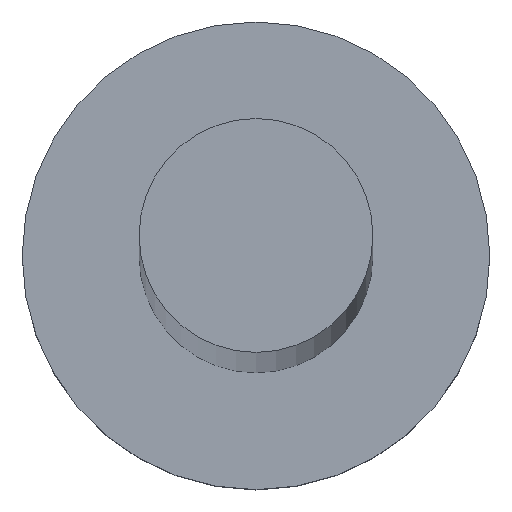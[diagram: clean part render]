
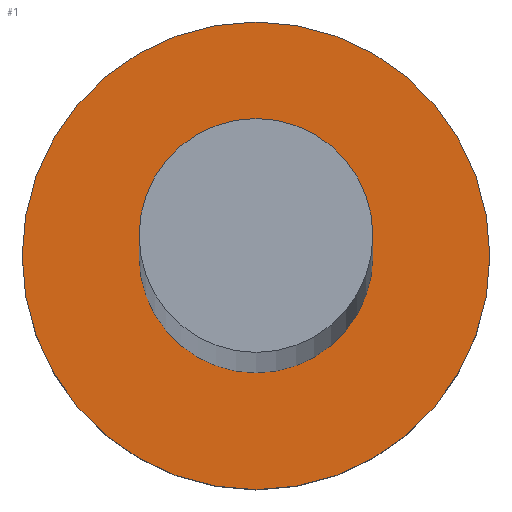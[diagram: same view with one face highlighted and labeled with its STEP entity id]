
A CAD part, top view. The second image highlights one B-rep face of the part: STEP entity #1.
In plain terms, the highlighted planar face has unit normal (0, 0, 1).
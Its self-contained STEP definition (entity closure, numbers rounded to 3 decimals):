
#1 = ADVANCED_FACE ( 'NONE', ( #69, #229 ), #49, .T. ) ;
#3 = AXIS2_PLACEMENT_3D ( 'NONE', #130, #68, #48 ) ;
#4 = DIRECTION ( 'NONE',  ( 0., 0., 1. ) ) ;
#5 = ORIENTED_EDGE ( 'NONE', *, *, #230, .F. ) ;
#9 = CIRCLE ( 'NONE', #125, 4. ) ;
#20 = CIRCLE ( 'NONE', #212, 2. ) ;
#22 = VERTEX_POINT ( 'NONE', #111 ) ;
#25 = EDGE_CURVE ( 'NONE', #22, #162, #75, .T. ) ;
#35 = CARTESIAN_POINT ( 'NONE',  ( 0., 0., 3. ) ) ;
#43 = EDGE_LOOP ( 'NONE', ( #5, #240 ) ) ;
#48 = DIRECTION ( 'NONE',  ( 1., 0., 0. ) ) ;
#49 = PLANE ( 'NONE',  #3 ) ;
#54 = AXIS2_PLACEMENT_3D ( 'NONE', #91, #254, #155 ) ;
#68 = DIRECTION ( 'NONE',  ( 0., 0., 1. ) ) ;
#69 = FACE_BOUND ( 'NONE', #43, .T. ) ;
#75 = CIRCLE ( 'NONE', #54, 2. ) ;
#88 = DIRECTION ( 'NONE',  ( 1., 0., 0. ) ) ;
#91 = CARTESIAN_POINT ( 'NONE',  ( 0., 0., 3. ) ) ;
#96 = CARTESIAN_POINT ( 'NONE',  ( 0., 0., 3. ) ) ;
#99 = EDGE_CURVE ( 'NONE', #179, #100, #9, .T. ) ;
#100 = VERTEX_POINT ( 'NONE', #195 ) ;
#101 = ORIENTED_EDGE ( 'NONE', *, *, #99, .T. ) ;
#110 = ORIENTED_EDGE ( 'NONE', *, *, #142, .T. ) ;
#111 = CARTESIAN_POINT ( 'NONE',  ( 2., 0., 3. ) ) ;
#120 = EDGE_LOOP ( 'NONE', ( #101, #110 ) ) ;
#125 = AXIS2_PLACEMENT_3D ( 'NONE', #35, #172, #134 ) ;
#130 = CARTESIAN_POINT ( 'NONE',  ( 0., 0., 3. ) ) ;
#134 = DIRECTION ( 'NONE',  ( 1., 0., 0. ) ) ;
#141 = DIRECTION ( 'NONE',  ( 1., 0., 0. ) ) ;
#142 = EDGE_CURVE ( 'NONE', #100, #179, #146, .T. ) ;
#146 = CIRCLE ( 'NONE', #251, 4. ) ;
#155 = DIRECTION ( 'NONE',  ( 1., 0., 0. ) ) ;
#162 = VERTEX_POINT ( 'NONE', #201 ) ;
#163 = CARTESIAN_POINT ( 'NONE',  ( -4., 0., 3. ) ) ;
#169 = DIRECTION ( 'NONE',  ( 0., 0., 1. ) ) ;
#172 = DIRECTION ( 'NONE',  ( 0., 0., 1. ) ) ;
#174 = CARTESIAN_POINT ( 'NONE',  ( 0., 0., 3. ) ) ;
#179 = VERTEX_POINT ( 'NONE', #163 ) ;
#195 = CARTESIAN_POINT ( 'NONE',  ( 4., 0., 3. ) ) ;
#201 = CARTESIAN_POINT ( 'NONE',  ( -2., 0., 3. ) ) ;
#212 = AXIS2_PLACEMENT_3D ( 'NONE', #96, #4, #141 ) ;
#229 = FACE_OUTER_BOUND ( 'NONE', #120, .T. ) ;
#230 = EDGE_CURVE ( 'NONE', #162, #22, #20, .T. ) ;
#240 = ORIENTED_EDGE ( 'NONE', *, *, #25, .F. ) ;
#251 = AXIS2_PLACEMENT_3D ( 'NONE', #174, #169, #88 ) ;
#254 = DIRECTION ( 'NONE',  ( 0., 0., 1. ) ) ;
